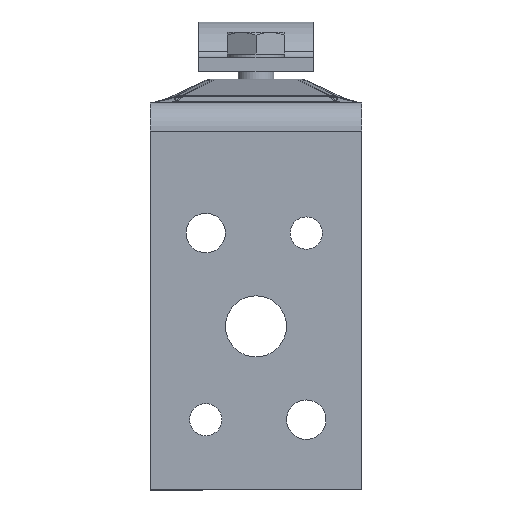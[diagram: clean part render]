
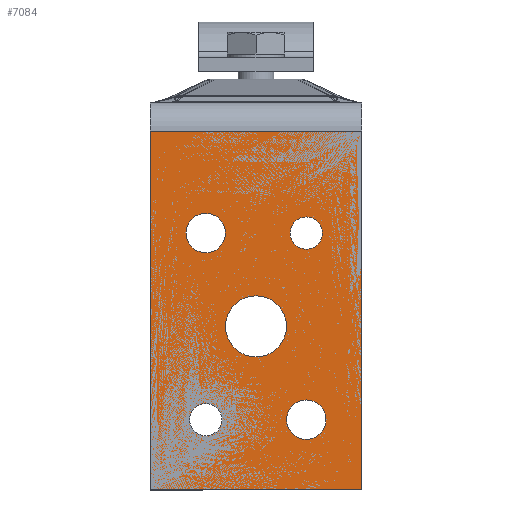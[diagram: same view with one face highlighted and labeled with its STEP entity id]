
A CAD part, front view. The second image highlights one B-rep face of the part: STEP entity #7084.
In plain terms, the highlighted face is planar.
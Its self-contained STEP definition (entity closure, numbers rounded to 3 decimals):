
#248 = CARTESIAN_POINT ( 'NONE',  ( 5.296, -19.05, -7. ) ) ;
#338 = EDGE_CURVE ( 'NONE', #9173, #10037, #4186, .T. ) ;
#360 = ORIENTED_EDGE ( 'NONE', *, *, #10310, .T. ) ;
#435 = ORIENTED_EDGE ( 'NONE', *, *, #809, .T. ) ;
#533 = CARTESIAN_POINT ( 'NONE',  ( 5.296, -2.1, 14.75 ) ) ;
#546 = ORIENTED_EDGE ( 'NONE', *, *, #8840, .T. ) ;
#612 = CARTESIAN_POINT ( 'NONE',  ( 5.296, -52.1, -14.75 ) ) ;
#673 = DIRECTION ( 'NONE',  ( 0., -1., 0. ) ) ;
#753 = EDGE_LOOP ( 'NONE', ( #5968, #6306 ) ) ;
#809 = EDGE_CURVE ( 'NONE', #10740, #1131, #1914, .T. ) ;
#856 = CARTESIAN_POINT ( 'NONE',  ( 5.296, -13.55, -7. ) ) ;
#1045 = EDGE_LOOP ( 'NONE', ( #435, #11232 ) ) ;
#1078 = VECTOR ( 'NONE', #8449, 1000. ) ;
#1079 = AXIS2_PLACEMENT_3D ( 'NONE', #10959, #8951, #6042 ) ;
#1131 = VERTEX_POINT ( 'NONE', #4189 ) ;
#1333 = CARTESIAN_POINT ( 'NONE',  ( 5.296, -42.3, 7. ) ) ;
#1514 = LINE ( 'NONE', #533, #1078 ) ;
#1818 = CARTESIAN_POINT ( 'NONE',  ( 5.296, -29.3, 0. ) ) ;
#1858 = DIRECTION ( 'NONE',  ( 1., 0., 0. ) ) ;
#1896 = DIRECTION ( 'NONE',  ( 1., 0., 0. ) ) ;
#1914 = CIRCLE ( 'NONE', #4816, 2.75 ) ;
#2007 = VERTEX_POINT ( 'NONE', #248 ) ;
#2012 = EDGE_CURVE ( 'NONE', #5519, #4211, #11103, .T. ) ;
#2242 = VECTOR ( 'NONE', #10398, 1000. ) ;
#2322 = CIRCLE ( 'NONE', #10186, 2.25 ) ;
#2499 = CARTESIAN_POINT ( 'NONE',  ( 5.296, -2.1, 14.75 ) ) ;
#2753 = CIRCLE ( 'NONE', #7719, 4.25 ) ;
#2969 = CARTESIAN_POINT ( 'NONE',  ( 5.296, -16.3, -7. ) ) ;
#3008 = DIRECTION ( 'NONE',  ( 1., 0., 0. ) ) ;
#3071 = DIRECTION ( 'NONE',  ( 0., -1., 0. ) ) ;
#3235 = AXIS2_PLACEMENT_3D ( 'NONE', #10296, #12323, #12384 ) ;
#3269 = EDGE_LOOP ( 'NONE', ( #360, #7982 ) ) ;
#3349 = DIRECTION ( 'NONE',  ( 1., 0., 0. ) ) ;
#3363 = AXIS2_PLACEMENT_3D ( 'NONE', #7851, #10895, #6892 ) ;
#3367 = CIRCLE ( 'NONE', #3363, 2.75 ) ;
#3384 = LINE ( 'NONE', #7206, #4919 ) ;
#3390 = EDGE_LOOP ( 'NONE', ( #12122, #6228, #6461, #3461 ) ) ;
#3461 = ORIENTED_EDGE ( 'NONE', *, *, #12000, .T. ) ;
#3574 = VERTEX_POINT ( 'NONE', #8200 ) ;
#3717 = AXIS2_PLACEMENT_3D ( 'NONE', #5470, #9557, #673 ) ;
#3746 = EDGE_CURVE ( 'NONE', #6223, #3574, #7749, .T. ) ;
#3916 = EDGE_CURVE ( 'NONE', #1131, #10740, #3367, .T. ) ;
#3969 = DIRECTION ( 'NONE',  ( 1., 0., 0. ) ) ;
#4186 = LINE ( 'NONE', #11053, #4997 ) ;
#4189 = CARTESIAN_POINT ( 'NONE',  ( 5.296, -45.05, 7. ) ) ;
#4211 = VERTEX_POINT ( 'NONE', #10673 ) ;
#4386 = AXIS2_PLACEMENT_3D ( 'NONE', #2969, #1858, #9892 ) ;
#4646 = EDGE_CURVE ( 'NONE', #12130, #2007, #5844, .T. ) ;
#4709 = CARTESIAN_POINT ( 'NONE',  ( 5.296, -2.1, -14.75 ) ) ;
#4739 = DIRECTION ( 'NONE',  ( 1., 0., 0. ) ) ;
#4816 = AXIS2_PLACEMENT_3D ( 'NONE', #1333, #3349, #8274 ) ;
#4919 = VECTOR ( 'NONE', #10114, 1000. ) ;
#4997 = VECTOR ( 'NONE', #11909, 1000. ) ;
#5013 = EDGE_CURVE ( 'NONE', #3574, #6223, #11238, .T. ) ;
#5174 = EDGE_CURVE ( 'NONE', #12247, #11883, #12692, .T. ) ;
#5262 = EDGE_LOOP ( 'NONE', ( #10283, #546 ) ) ;
#5399 = EDGE_CURVE ( 'NONE', #4211, #5519, #2753, .T. ) ;
#5470 = CARTESIAN_POINT ( 'NONE',  ( 5.296, -2.1, 14.75 ) ) ;
#5519 = VERTEX_POINT ( 'NONE', #7140 ) ;
#5567 = CARTESIAN_POINT ( 'NONE',  ( 5.296, -39.55, 7. ) ) ;
#5844 = CIRCLE ( 'NONE', #10816, 2.75 ) ;
#5855 = AXIS2_PLACEMENT_3D ( 'NONE', #8616, #4739, #9589 ) ;
#5968 = ORIENTED_EDGE ( 'NONE', *, *, #2012, .T. ) ;
#6042 = DIRECTION ( 'NONE',  ( 0., -1., 0. ) ) ;
#6057 = EDGE_CURVE ( 'NONE', #12135, #10037, #3384, .T. ) ;
#6202 = LINE ( 'NONE', #2499, #2242 ) ;
#6223 = VERTEX_POINT ( 'NONE', #11746 ) ;
#6228 = ORIENTED_EDGE ( 'NONE', *, *, #338, .F. ) ;
#6253 = ORIENTED_EDGE ( 'NONE', *, *, #3746, .T. ) ;
#6263 = CARTESIAN_POINT ( 'NONE',  ( 5.296, -14.05, 7. ) ) ;
#6306 = ORIENTED_EDGE ( 'NONE', *, *, #5399, .T. ) ;
#6387 = FACE_BOUND ( 'NONE', #3269, .T. ) ;
#6461 = ORIENTED_EDGE ( 'NONE', *, *, #10299, .F. ) ;
#6511 = AXIS2_PLACEMENT_3D ( 'NONE', #9799, #1896, #3071 ) ;
#6590 = FACE_BOUND ( 'NONE', #753, .T. ) ;
#6791 = CARTESIAN_POINT ( 'NONE',  ( 5.296, -52.1, 14.75 ) ) ;
#6892 = DIRECTION ( 'NONE',  ( 0., -1., 0. ) ) ;
#7077 = CIRCLE ( 'NONE', #4386, 2.75 ) ;
#7084 = ADVANCED_FACE ( 'NONE', ( #11515, #6387, #11578, #6590, #12293, #8521 ), #11314, .T. ) ;
#7140 = CARTESIAN_POINT ( 'NONE',  ( 5.296, -25.05, 0. ) ) ;
#7206 = CARTESIAN_POINT ( 'NONE',  ( 5.296, -2.1, -14.75 ) ) ;
#7719 = AXIS2_PLACEMENT_3D ( 'NONE', #1818, #3969, #10762 ) ;
#7749 = CIRCLE ( 'NONE', #6511, 2.25 ) ;
#7851 = CARTESIAN_POINT ( 'NONE',  ( 5.296, -42.3, 7. ) ) ;
#7982 = ORIENTED_EDGE ( 'NONE', *, *, #5174, .T. ) ;
#8200 = CARTESIAN_POINT ( 'NONE',  ( 5.296, -44.55, -7. ) ) ;
#8274 = DIRECTION ( 'NONE',  ( 0., -1., 0. ) ) ;
#8449 = DIRECTION ( 'NONE',  ( 0., -1., 0. ) ) ;
#8521 = FACE_OUTER_BOUND ( 'NONE', #3390, .T. ) ;
#8616 = CARTESIAN_POINT ( 'NONE',  ( 5.296, -16.3, 7. ) ) ;
#8840 = EDGE_CURVE ( 'NONE', #2007, #12130, #7077, .T. ) ;
#8907 = CARTESIAN_POINT ( 'NONE',  ( 5.296, -16.3, -7. ) ) ;
#8951 = DIRECTION ( 'NONE',  ( 1., 0., 0. ) ) ;
#9029 = DIRECTION ( 'NONE',  ( 1., 0., 0. ) ) ;
#9173 = VERTEX_POINT ( 'NONE', #6791 ) ;
#9557 = DIRECTION ( 'NONE',  ( -1., 0., 0. ) ) ;
#9589 = DIRECTION ( 'NONE',  ( 0., -1., 0. ) ) ;
#9717 = CARTESIAN_POINT ( 'NONE',  ( 5.296, -2.1, 14.75 ) ) ;
#9729 = DIRECTION ( 'NONE',  ( 0., -1., 0. ) ) ;
#9786 = ORIENTED_EDGE ( 'NONE', *, *, #5013, .T. ) ;
#9799 = CARTESIAN_POINT ( 'NONE',  ( 5.296, -42.3, -7. ) ) ;
#9892 = DIRECTION ( 'NONE',  ( 0., -1., 0. ) ) ;
#10037 = VERTEX_POINT ( 'NONE', #612 ) ;
#10114 = DIRECTION ( 'NONE',  ( 0., -1., 0. ) ) ;
#10186 = AXIS2_PLACEMENT_3D ( 'NONE', #11892, #3008, #9729 ) ;
#10283 = ORIENTED_EDGE ( 'NONE', *, *, #4646, .T. ) ;
#10296 = CARTESIAN_POINT ( 'NONE',  ( 5.296, -29.3, 0. ) ) ;
#10299 = EDGE_CURVE ( 'NONE', #10588, #9173, #1514, .T. ) ;
#10310 = EDGE_CURVE ( 'NONE', #11883, #12247, #2322, .T. ) ;
#10398 = DIRECTION ( 'NONE',  ( 0., 0., -1. ) ) ;
#10588 = VERTEX_POINT ( 'NONE', #9717 ) ;
#10673 = CARTESIAN_POINT ( 'NONE',  ( 5.296, -33.55, 0. ) ) ;
#10740 = VERTEX_POINT ( 'NONE', #5567 ) ;
#10762 = DIRECTION ( 'NONE',  ( 0., -1., 0. ) ) ;
#10816 = AXIS2_PLACEMENT_3D ( 'NONE', #8907, #9029, #11899 ) ;
#10895 = DIRECTION ( 'NONE',  ( 1., 0., 0. ) ) ;
#10941 = EDGE_LOOP ( 'NONE', ( #6253, #9786 ) ) ;
#10959 = CARTESIAN_POINT ( 'NONE',  ( 5.296, -42.3, -7. ) ) ;
#11053 = CARTESIAN_POINT ( 'NONE',  ( 5.296, -52.1, 14.75 ) ) ;
#11103 = CIRCLE ( 'NONE', #3235, 4.25 ) ;
#11232 = ORIENTED_EDGE ( 'NONE', *, *, #3916, .T. ) ;
#11238 = CIRCLE ( 'NONE', #1079, 2.25 ) ;
#11314 = PLANE ( 'NONE',  #3717 ) ;
#11515 = FACE_BOUND ( 'NONE', #1045, .T. ) ;
#11578 = FACE_BOUND ( 'NONE', #10941, .T. ) ;
#11746 = CARTESIAN_POINT ( 'NONE',  ( 5.296, -40.05, -7. ) ) ;
#11840 = CARTESIAN_POINT ( 'NONE',  ( 5.296, -18.55, 7. ) ) ;
#11883 = VERTEX_POINT ( 'NONE', #6263 ) ;
#11892 = CARTESIAN_POINT ( 'NONE',  ( 5.296, -16.3, 7. ) ) ;
#11899 = DIRECTION ( 'NONE',  ( 0., -1., 0. ) ) ;
#11909 = DIRECTION ( 'NONE',  ( 0., 0., -1. ) ) ;
#12000 = EDGE_CURVE ( 'NONE', #10588, #12135, #6202, .T. ) ;
#12122 = ORIENTED_EDGE ( 'NONE', *, *, #6057, .T. ) ;
#12130 = VERTEX_POINT ( 'NONE', #856 ) ;
#12135 = VERTEX_POINT ( 'NONE', #4709 ) ;
#12247 = VERTEX_POINT ( 'NONE', #11840 ) ;
#12293 = FACE_BOUND ( 'NONE', #5262, .T. ) ;
#12323 = DIRECTION ( 'NONE',  ( 1., 0., 0. ) ) ;
#12384 = DIRECTION ( 'NONE',  ( 0., -1., 0. ) ) ;
#12692 = CIRCLE ( 'NONE', #5855, 2.25 ) ;
